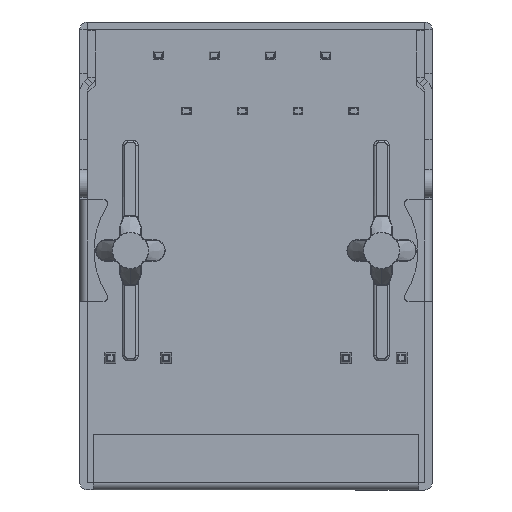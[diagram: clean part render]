
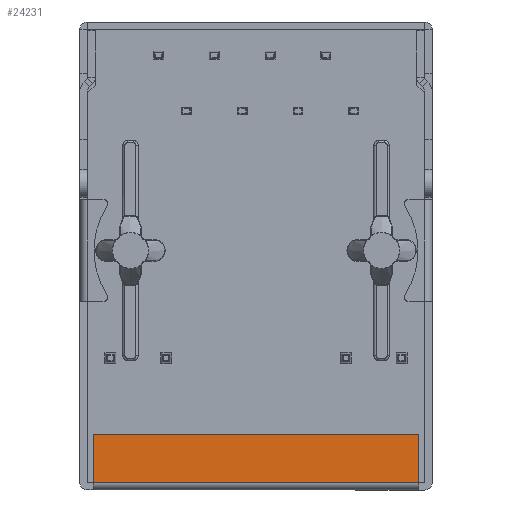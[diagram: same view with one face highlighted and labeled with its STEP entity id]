
A CAD part, front view. The second image highlights one B-rep face of the part: STEP entity #24231.
In plain terms, the highlighted planar face has unit normal (0, -1, 0).
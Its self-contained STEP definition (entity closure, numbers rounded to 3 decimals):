
#19160 = CYLINDRICAL_SURFACE('',#19161,0.35);
#19161 = AXIS2_PLACEMENT_3D('',#19162,#19163,#19164);
#19162 = CARTESIAN_POINT('',(-7.4,0.35,10.3));
#19163 = DIRECTION('',(-1.,0.,0.));
#19164 = DIRECTION('',(0.,0.,-1.));
#23966 = VERTEX_POINT('',#23967);
#23967 = CARTESIAN_POINT('',(-7.4,0.,10.3));
#23989 = EDGE_CURVE('',#23990,#23966,#23992,.T.);
#23990 = VERTEX_POINT('',#23991);
#23991 = CARTESIAN_POINT('',(7.4,0.,10.3));
#23992 = SURFACE_CURVE('',#23993,(#23997,#24004),.PCURVE_S1.);
#23993 = LINE('',#23994,#23995);
#23994 = CARTESIAN_POINT('',(-7.4,0.,10.3));
#23995 = VECTOR('',#23996,1.);
#23996 = DIRECTION('',(-1.,0.,0.));
#23997 = PCURVE('',#19160,#23998);
#23998 = DEFINITIONAL_REPRESENTATION('',(#23999),#24003);
#23999 = LINE('',#24000,#24001);
#24000 = CARTESIAN_POINT('',(1.571,0.));
#24001 = VECTOR('',#24002,1.);
#24002 = DIRECTION('',(0.,1.));
#24003 = ( GEOMETRIC_REPRESENTATION_CONTEXT(2) 
PARAMETRIC_REPRESENTATION_CONTEXT() REPRESENTATION_CONTEXT('2D SPACE',''
  ) );
#24004 = PCURVE('',#24005,#24010);
#24005 = PLANE('',#24006);
#24006 = AXIS2_PLACEMENT_3D('',#24007,#24008,#24009);
#24007 = CARTESIAN_POINT('',(0.,0.,
    0.));
#24008 = DIRECTION('',(0.,-1.,0.));
#24009 = DIRECTION('',(-1.,0.,0.));
#24010 = DEFINITIONAL_REPRESENTATION('',(#24011),#24015);
#24011 = LINE('',#24012,#24013);
#24012 = CARTESIAN_POINT('',(7.4,-10.3));
#24013 = VECTOR('',#24014,1.);
#24014 = DIRECTION('',(1.,0.));
#24015 = ( GEOMETRIC_REPRESENTATION_CONTEXT(2) 
PARAMETRIC_REPRESENTATION_CONTEXT() REPRESENTATION_CONTEXT('2D SPACE',''
  ) );
#24067 = PLANE('',#24068);
#24068 = AXIS2_PLACEMENT_3D('',#24069,#24070,#24071);
#24069 = CARTESIAN_POINT('',(-7.4,0.,8.11));
#24070 = DIRECTION('',(-1.,0.,0.));
#24071 = DIRECTION('',(0.,1.,0.));
#24094 = PLANE('',#24095);
#24095 = AXIS2_PLACEMENT_3D('',#24096,#24097,#24098);
#24096 = CARTESIAN_POINT('',(0.,0.,8.11
    ));
#24097 = DIRECTION('',(0.,0.,-1.));
#24098 = DIRECTION('',(0.,-1.,0.));
#24114 = VERTEX_POINT('',#24115);
#24115 = CARTESIAN_POINT('',(7.4,0.,8.11));
#24129 = PLANE('',#24130);
#24130 = AXIS2_PLACEMENT_3D('',#24131,#24132,#24133);
#24131 = CARTESIAN_POINT('',(7.4,0.,8.11));
#24132 = DIRECTION('',(1.,0.,0.));
#24133 = DIRECTION('',(0.,0.,1.));
#24141 = EDGE_CURVE('',#24142,#24114,#24144,.T.);
#24142 = VERTEX_POINT('',#24143);
#24143 = CARTESIAN_POINT('',(-7.4,0.,8.11));
#24144 = SURFACE_CURVE('',#24145,(#24149,#24156),.PCURVE_S1.);
#24145 = LINE('',#24146,#24147);
#24146 = CARTESIAN_POINT('',(0.,0.,8.11
    ));
#24147 = VECTOR('',#24148,1.);
#24148 = DIRECTION('',(1.,0.,0.));
#24149 = PCURVE('',#24094,#24150);
#24150 = DEFINITIONAL_REPRESENTATION('',(#24151),#24155);
#24151 = LINE('',#24152,#24153);
#24152 = CARTESIAN_POINT('',(0.,0.));
#24153 = VECTOR('',#24154,1.);
#24154 = DIRECTION('',(0.,-1.));
#24155 = ( GEOMETRIC_REPRESENTATION_CONTEXT(2) 
PARAMETRIC_REPRESENTATION_CONTEXT() REPRESENTATION_CONTEXT('2D SPACE',''
  ) );
#24156 = PCURVE('',#24005,#24157);
#24157 = DEFINITIONAL_REPRESENTATION('',(#24158),#24162);
#24158 = LINE('',#24159,#24160);
#24159 = CARTESIAN_POINT('',(0.,-8.11));
#24160 = VECTOR('',#24161,1.);
#24161 = DIRECTION('',(-1.,0.));
#24162 = ( GEOMETRIC_REPRESENTATION_CONTEXT(2) 
PARAMETRIC_REPRESENTATION_CONTEXT() REPRESENTATION_CONTEXT('2D SPACE',''
  ) );
#24210 = EDGE_CURVE('',#23966,#24142,#24211,.T.);
#24211 = SURFACE_CURVE('',#24212,(#24216,#24223),.PCURVE_S1.);
#24212 = LINE('',#24213,#24214);
#24213 = CARTESIAN_POINT('',(-7.4,0.,8.11));
#24214 = VECTOR('',#24215,1.);
#24215 = DIRECTION('',(0.,0.,-1.));
#24216 = PCURVE('',#24067,#24217);
#24217 = DEFINITIONAL_REPRESENTATION('',(#24218),#24222);
#24218 = LINE('',#24219,#24220);
#24219 = CARTESIAN_POINT('',(0.,0.));
#24220 = VECTOR('',#24221,1.);
#24221 = DIRECTION('',(0.,1.));
#24222 = ( GEOMETRIC_REPRESENTATION_CONTEXT(2) 
PARAMETRIC_REPRESENTATION_CONTEXT() REPRESENTATION_CONTEXT('2D SPACE',''
  ) );
#24223 = PCURVE('',#24005,#24224);
#24224 = DEFINITIONAL_REPRESENTATION('',(#24225),#24229);
#24225 = LINE('',#24226,#24227);
#24226 = CARTESIAN_POINT('',(7.4,-8.11));
#24227 = VECTOR('',#24228,1.);
#24228 = DIRECTION('',(0.,1.));
#24229 = ( GEOMETRIC_REPRESENTATION_CONTEXT(2) 
PARAMETRIC_REPRESENTATION_CONTEXT() REPRESENTATION_CONTEXT('2D SPACE',''
  ) );
#24231 = ADVANCED_FACE('',(#24232),#24005,.T.);
#24232 = FACE_BOUND('',#24233,.T.);
#24233 = EDGE_LOOP('',(#24234,#24235,#24236,#24237));
#24234 = ORIENTED_EDGE('',*,*,#23989,.T.);
#24235 = ORIENTED_EDGE('',*,*,#24210,.T.);
#24236 = ORIENTED_EDGE('',*,*,#24141,.T.);
#24237 = ORIENTED_EDGE('',*,*,#24238,.F.);
#24238 = EDGE_CURVE('',#23990,#24114,#24239,.T.);
#24239 = SURFACE_CURVE('',#24240,(#24244,#24251),.PCURVE_S1.);
#24240 = LINE('',#24241,#24242);
#24241 = CARTESIAN_POINT('',(7.4,0.,8.11));
#24242 = VECTOR('',#24243,1.);
#24243 = DIRECTION('',(0.,0.,-1.));
#24244 = PCURVE('',#24005,#24245);
#24245 = DEFINITIONAL_REPRESENTATION('',(#24246),#24250);
#24246 = LINE('',#24247,#24248);
#24247 = CARTESIAN_POINT('',(-7.4,-8.11));
#24248 = VECTOR('',#24249,1.);
#24249 = DIRECTION('',(0.,1.));
#24250 = ( GEOMETRIC_REPRESENTATION_CONTEXT(2) 
PARAMETRIC_REPRESENTATION_CONTEXT() REPRESENTATION_CONTEXT('2D SPACE',''
  ) );
#24251 = PCURVE('',#24129,#24252);
#24252 = DEFINITIONAL_REPRESENTATION('',(#24253),#24257);
#24253 = LINE('',#24254,#24255);
#24254 = CARTESIAN_POINT('',(0.,0.));
#24255 = VECTOR('',#24256,1.);
#24256 = DIRECTION('',(-1.,0.));
#24257 = ( GEOMETRIC_REPRESENTATION_CONTEXT(2) 
PARAMETRIC_REPRESENTATION_CONTEXT() REPRESENTATION_CONTEXT('2D SPACE',''
  ) );
